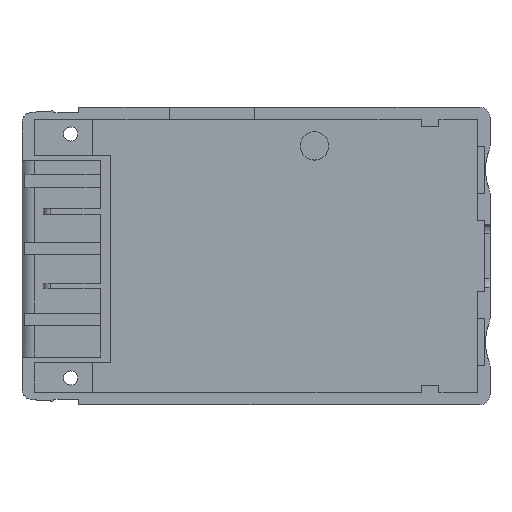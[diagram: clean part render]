
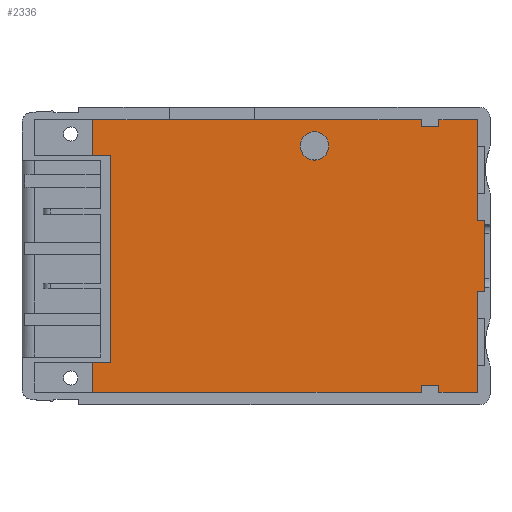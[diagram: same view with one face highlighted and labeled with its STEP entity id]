
A CAD part, top view. The second image highlights one B-rep face of the part: STEP entity #2336.
In plain terms, the highlighted planar face has unit normal (0, 0, 1).
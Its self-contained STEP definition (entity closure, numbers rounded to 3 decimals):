
#138=VECTOR('',#2640,1.);
#198=VECTOR('',#2813,1.);
#204=VECTOR('',#2820,1.);
#207=VECTOR('',#2824,1.);
#214=VECTOR('',#2837,1.);
#215=VECTOR('',#2838,1.);
#216=VECTOR('',#2839,1.);
#217=VECTOR('',#2840,1.);
#218=VECTOR('',#2841,1.);
#219=VECTOR('',#2842,1.);
#220=VECTOR('',#2843,1.);
#380=LINE('',#3171,#138);
#440=LINE('',#3489,#198);
#446=LINE('',#3510,#204);
#449=LINE('',#3516,#207);
#456=LINE('',#3535,#214);
#457=LINE('',#3537,#215);
#458=LINE('',#3539,#216);
#459=LINE('',#3541,#217);
#460=LINE('',#3543,#218);
#461=LINE('',#3545,#219);
#462=LINE('',#3547,#220);
#623=PLANE('',#2509);
#689=VERTEX_POINT('',#3139);
#701=VERTEX_POINT('',#3170);
#702=VERTEX_POINT('',#3172);
#793=VERTEX_POINT('',#3484);
#795=VERTEX_POINT('',#3488);
#803=VERTEX_POINT('',#3509);
#804=VERTEX_POINT('',#3514);
#814=VERTEX_POINT('',#3536);
#815=VERTEX_POINT('',#3538);
#816=VERTEX_POINT('',#3540);
#817=VERTEX_POINT('',#3542);
#818=VERTEX_POINT('',#3544);
#819=VERTEX_POINT('',#3546);
#919=CIRCLE('',#2434,2.);
#987=EDGE_CURVE('',#689,#689,#919,.T.);
#1002=EDGE_CURVE('',#702,#701,#380,.T.);
#1116=EDGE_CURVE('',#795,#793,#440,.T.);
#1124=EDGE_CURVE('',#803,#795,#446,.T.);
#1127=EDGE_CURVE('',#804,#803,#449,.T.);
#1139=EDGE_CURVE('',#814,#793,#456,.T.);
#1140=EDGE_CURVE('',#804,#702,#456,.T.);
#1141=EDGE_CURVE('',#701,#815,#457,.T.);
#1142=EDGE_CURVE('',#815,#816,#458,.T.);
#1143=EDGE_CURVE('',#816,#817,#459,.T.);
#1144=EDGE_CURVE('',#817,#818,#460,.T.);
#1145=EDGE_CURVE('',#818,#819,#461,.T.);
#1146=EDGE_CURVE('',#819,#814,#462,.T.);
#1540=ORIENTED_EDGE('',*,*,#987,.T.);
#1541=ORIENTED_EDGE('',*,*,#1139,.T.);
#1542=ORIENTED_EDGE('',*,*,#1116,.F.);
#1543=ORIENTED_EDGE('',*,*,#1124,.F.);
#1544=ORIENTED_EDGE('',*,*,#1127,.F.);
#1545=ORIENTED_EDGE('',*,*,#1140,.T.);
#1546=ORIENTED_EDGE('',*,*,#1002,.T.);
#1547=ORIENTED_EDGE('',*,*,#1141,.T.);
#1548=ORIENTED_EDGE('',*,*,#1142,.T.);
#1549=ORIENTED_EDGE('',*,*,#1143,.T.);
#1550=ORIENTED_EDGE('',*,*,#1144,.T.);
#1551=ORIENTED_EDGE('',*,*,#1145,.T.);
#1552=ORIENTED_EDGE('',*,*,#1146,.T.);
#2061=EDGE_LOOP('',(#1540));
#2062=EDGE_LOOP('',(#1541,#1542,#1543,#1544,#1545,#1546,#1547,#1548,#1549,
#1550,#1551,#1552));
#2200=FACE_BOUND('',#2061,.T.);
#2201=FACE_BOUND('',#2062,.T.);
#2336=ADVANCED_FACE('',(#2200,#2201),#623,.T.);
#2434=AXIS2_PLACEMENT_3D('',#3138,#2619,#2620);
#2509=AXIS2_PLACEMENT_3D('',#3534,#2836,$);
#2619=DIRECTION('',(0.,0.,-1.));
#2620=DIRECTION('',(2.,0.,0.));
#2640=DIRECTION('',(-1.,0.,0.));
#2813=DIRECTION('',(-1.,0.,0.));
#2820=DIRECTION('',(0.,-1.,0.));
#2824=DIRECTION('',(1.,0.,0.));
#2836=DIRECTION('',(0.,0.,1.));
#2837=DIRECTION('',(0.,1.,0.));
#2838=DIRECTION('',(0.,-1.,0.));
#2839=DIRECTION('',(1.,0.,0.));
#2840=DIRECTION('',(0.,-1.,0.));
#2841=DIRECTION('',(-1.,0.,0.));
#2842=DIRECTION('',(0.,-1.,0.));
#2843=DIRECTION('',(1.,0.,0.));
#3138=CARTESIAN_POINT('',(41.25,-5.45,1.));
#3139=CARTESIAN_POINT('',(43.25,-5.45,1.));
#3170=CARTESIAN_POINT('',(9.88,-1.75,1.));
#3171=CARTESIAN_POINT('',(64.25,-1.75,1.));
#3172=CARTESIAN_POINT('',(64.25,-1.75,1.));
#3484=CARTESIAN_POINT('',(64.25,-25.935,1.));
#3488=CARTESIAN_POINT('',(65.27,-25.935,1.));
#3489=CARTESIAN_POINT('',(48.385,-25.935,1.));
#3509=CARTESIAN_POINT('',(65.27,-15.995,1.));
#3510=CARTESIAN_POINT('',(65.27,-20.97,1.));
#3514=CARTESIAN_POINT('',(64.25,-15.995,1.));
#3516=CARTESIAN_POINT('',(48.385,-15.995,1.));
#3534=CARTESIAN_POINT('',(33.,-20.975,1.));
#3535=CARTESIAN_POINT('',(64.25,-40.2,1.));
#3536=CARTESIAN_POINT('',(64.25,-40.2,1.));
#3537=CARTESIAN_POINT('',(9.88,-12.614,1.));
#3538=CARTESIAN_POINT('',(9.88,-6.755,1.));
#3539=CARTESIAN_POINT('',(19.633,-6.755,1.));
#3540=CARTESIAN_POINT('',(12.53,-6.755,1.));
#3541=CARTESIAN_POINT('',(12.53,-14.053,1.));
#3542=CARTESIAN_POINT('',(12.53,-35.975,1.));
#3543=CARTESIAN_POINT('',(19.633,-35.975,1.));
#3544=CARTESIAN_POINT('',(9.88,-35.975,1.));
#3545=CARTESIAN_POINT('',(9.88,-29.531,1.));
#3546=CARTESIAN_POINT('',(9.88,-40.2,1.));
#3547=CARTESIAN_POINT('',(1.75,-40.2,1.));
